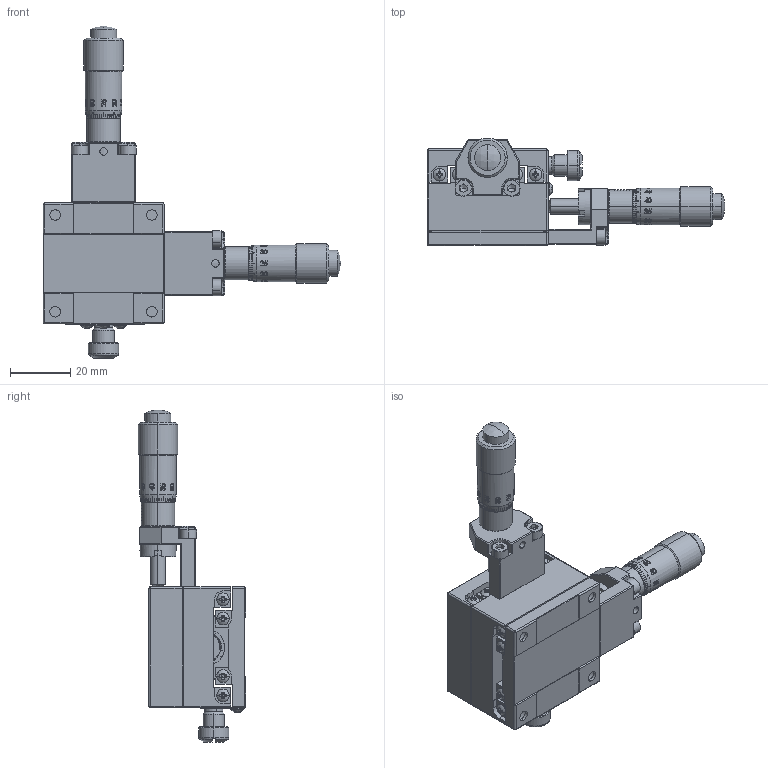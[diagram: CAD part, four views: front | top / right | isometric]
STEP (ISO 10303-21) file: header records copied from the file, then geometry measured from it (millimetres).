
FILE_DESCRIPTION (( 'STEP AP203' ), '1' );
FILE_NAME ('MY40-SC(«¬¿ý).STEP', '2013-05-03T07:13:16', ( '123' ), ( '' ), 'SwSTEP 2.0', 'SolidWorks 2013', '' );
FILE_SCHEMA (( 'CONFIG_CONTROL_DESIGN' ));
Products named in the file (4): MY40-SC(型錄); Group1^MY40-SC(型錄); Group2^MY40-SC(型錄); Group3^MY40-SC(型錄)
Assembly tree (3 placements, depth 2):
  MY40-SC(型錄)
    Group1^MY40-SC(型錄)
    Group2^MY40-SC(型錄)
    Group3^MY40-SC(型錄)
Bounding box: 98.5 x 35.5 x 109.8 mm (x, y, z)
Volume: 60677.6 mm3; surface area: 30981 mm2
Topology: 35 solids, 35 shells, 2519 faces, 6562 edges, 4178 vertices
Faces by surface type: plane 1261, bspline 530, cylinder 420, cone 194, sphere 58, torus 56
Entity records: 121422 total; most frequent: CARTESIAN_POINT 61803, ORIENTED_EDGE 13008, DIRECTION 11454, EDGE_CURVE 6504, AXIS2_PLACEMENT_3D 4259, VERTEX_POINT 4178, LINE 2936, VECTOR 2936
